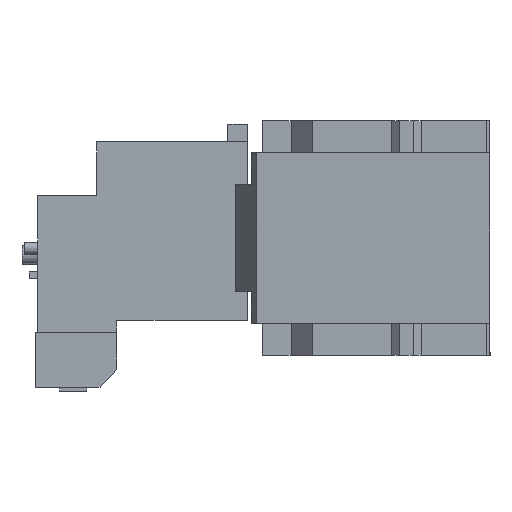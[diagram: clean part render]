
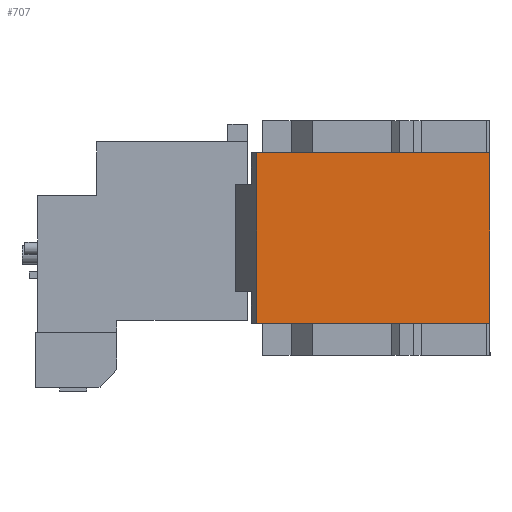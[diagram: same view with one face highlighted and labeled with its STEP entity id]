
A CAD part, left-side view. The second image highlights one B-rep face of the part: STEP entity #707.
In plain terms, the highlighted planar face has unit normal (-1, 0, 0).
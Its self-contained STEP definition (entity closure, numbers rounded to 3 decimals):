
#325 = DIRECTION ( 'NONE',  ( 0., -1., 0. ) ) ;
#707 = ADVANCED_FACE ( 'NONE', ( #4726 ), #4336, .F. ) ;
#2027 = CARTESIAN_POINT ( 'NONE',  ( -63.5, 0., 27.9 ) ) ;
#2075 = AXIS2_PLACEMENT_3D ( 'NONE', #8500, #4429, #12398 ) ;
#2944 = VERTEX_POINT ( 'NONE', #5913 ) ;
#3116 = CARTESIAN_POINT ( 'NONE',  ( -63.5, 76.3, 27.9 ) ) ;
#3473 = VERTEX_POINT ( 'NONE', #2027 ) ;
#3597 = EDGE_LOOP ( 'NONE', ( #6256, #9826, #8682, #6869 ) ) ;
#3790 = EDGE_CURVE ( 'NONE', #10312, #3473, #12002, .T. ) ;
#4263 = DIRECTION ( 'NONE',  ( 0., 0., -1. ) ) ;
#4336 = PLANE ( 'NONE',  #2075 ) ;
#4429 = DIRECTION ( 'NONE',  ( 1., 0., 0. ) ) ;
#4726 = FACE_OUTER_BOUND ( 'NONE', #3597, .T. ) ;
#4942 = CARTESIAN_POINT ( 'NONE',  ( -63.5, 78., -27.9 ) ) ;
#5388 = VECTOR ( 'NONE', #4263, 1000. ) ;
#5913 = CARTESIAN_POINT ( 'NONE',  ( -63.5, 0., -27.9 ) ) ;
#6116 = DIRECTION ( 'NONE',  ( 0., -1., 0. ) ) ;
#6256 = ORIENTED_EDGE ( 'NONE', *, *, #3790, .F. ) ;
#6869 = ORIENTED_EDGE ( 'NONE', *, *, #12446, .T. ) ;
#7039 = CARTESIAN_POINT ( 'NONE',  ( -63.5, 0., 27.9 ) ) ;
#7326 = LINE ( 'NONE', #4942, #13405 ) ;
#8147 = VECTOR ( 'NONE', #9342, 1000. ) ;
#8500 = CARTESIAN_POINT ( 'NONE',  ( -63.5, 78., 27.9 ) ) ;
#8682 = ORIENTED_EDGE ( 'NONE', *, *, #11417, .T. ) ;
#8946 = VECTOR ( 'NONE', #325, 1000. ) ;
#9342 = DIRECTION ( 'NONE',  ( 0., 0., 1. ) ) ;
#9474 = CARTESIAN_POINT ( 'NONE',  ( -63.5, 78., 27.9 ) ) ;
#9826 = ORIENTED_EDGE ( 'NONE', *, *, #10489, .T. ) ;
#10312 = VERTEX_POINT ( 'NONE', #11936 ) ;
#10489 = EDGE_CURVE ( 'NONE', #10312, #12146, #14507, .T. ) ;
#11417 = EDGE_CURVE ( 'NONE', #12146, #2944, #7326, .T. ) ;
#11562 = LINE ( 'NONE', #7039, #8147 ) ;
#11936 = CARTESIAN_POINT ( 'NONE',  ( -63.5, 76.3, 27.9 ) ) ;
#12002 = LINE ( 'NONE', #9474, #8946 ) ;
#12146 = VERTEX_POINT ( 'NONE', #12299 ) ;
#12299 = CARTESIAN_POINT ( 'NONE',  ( -63.5, 76.3, -27.9 ) ) ;
#12398 = DIRECTION ( 'NONE',  ( 0., 0., -1. ) ) ;
#12446 = EDGE_CURVE ( 'NONE', #2944, #3473, #11562, .T. ) ;
#13405 = VECTOR ( 'NONE', #6116, 1000. ) ;
#14507 = LINE ( 'NONE', #3116, #5388 ) ;
